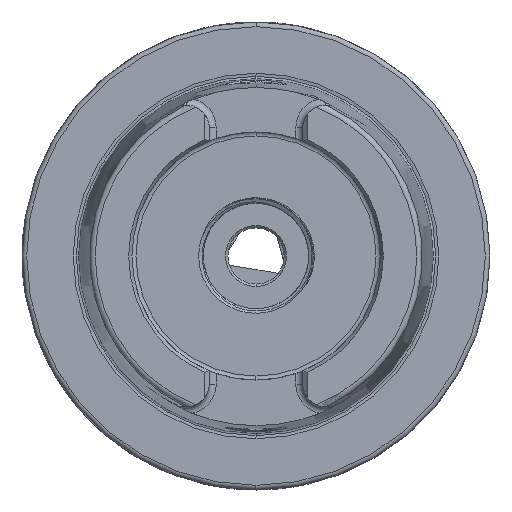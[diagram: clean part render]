
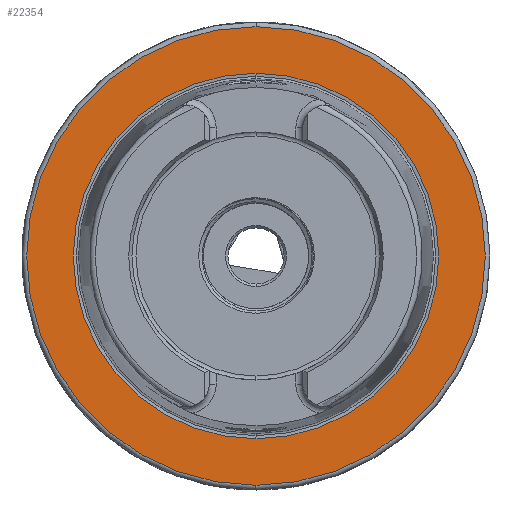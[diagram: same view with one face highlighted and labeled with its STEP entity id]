
A CAD part, left-side view. The second image highlights one B-rep face of the part: STEP entity #22354.
In plain terms, the highlighted planar face has unit normal (-1, 0, 0).
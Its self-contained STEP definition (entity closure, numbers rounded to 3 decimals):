
#2840 = CARTESIAN_POINT ( 'NONE',  ( 0., 0., -39.054 ) ) ;
#2841 = CARTESIAN_POINT ( 'NONE',  ( 0., 0., 39.054 ) ) ;
#3483 = EDGE_CURVE ( 'NONE', #9975, #9974, #22374, .T. ) ;
#3501 = EDGE_CURVE ( 'NONE', #19440, #19439, #22379, .T. ) ;
#3585 = AXIS2_PLACEMENT_3D ( 'NONE', #23587, #23588, #23589 ) ;
#3586 = AXIS2_PLACEMENT_3D ( 'NONE', #23584, #23585, #23586 ) ;
#9864 = ORIENTED_EDGE ( 'NONE', *, *, #3501, .T. ) ;
#9865 = ORIENTED_EDGE ( 'NONE', *, *, #21918, .T. ) ;
#9866 = ORIENTED_EDGE ( 'NONE', *, *, #21917, .T. ) ;
#9867 = ORIENTED_EDGE ( 'NONE', *, *, #3483, .T. ) ;
#9974 = VERTEX_POINT ( 'NONE', #2840 ) ;
#9975 = VERTEX_POINT ( 'NONE', #2841 ) ;
#14843 = FACE_OUTER_BOUND ( 'NONE', #16177, .T. ) ;
#14846 = FACE_BOUND ( 'NONE', #16178, .T. ) ;
#14848 = AXIS2_PLACEMENT_3D ( 'NONE', #15792, #15793, #15794 ) ;
#15791 = PLANE ( 'NONE',  #14848 ) ;
#15792 = CARTESIAN_POINT ( 'NONE',  ( 0., 39.054, 0. ) ) ;
#15793 = DIRECTION ( 'NONE',  ( -1., 0., 0. ) ) ;
#15794 = DIRECTION ( 'NONE',  ( 0., 0., 1. ) ) ;
#16177 = EDGE_LOOP ( 'NONE', ( #9864, #9865 ) ) ;
#16178 = EDGE_LOOP ( 'NONE', ( #9867, #9866 ) ) ;
#17256 = AXIS2_PLACEMENT_3D ( 'NONE', #18320, #18321, #18322 ) ;
#17264 = CARTESIAN_POINT ( 'NONE',  ( 0., 0., 0. ) ) ;
#17268 = DIRECTION ( 'NONE',  ( 1., 0., 0. ) ) ;
#17269 = DIRECTION ( 'NONE',  ( 0., 0., -1. ) ) ;
#17844 = AXIS2_PLACEMENT_3D ( 'NONE', #17264, #17268, #17269 ) ;
#18320 = CARTESIAN_POINT ( 'NONE',  ( 0., 0., 0. ) ) ;
#18321 = DIRECTION ( 'NONE',  ( -1., 0., 0. ) ) ;
#18322 = DIRECTION ( 'NONE',  ( 0., 0., 1. ) ) ;
#19439 = VERTEX_POINT ( 'NONE', #24374 ) ;
#19440 = VERTEX_POINT ( 'NONE', #24376 ) ;
#21917 = EDGE_CURVE ( 'NONE', #9974, #9975, #22932, .T. ) ;
#21918 = EDGE_CURVE ( 'NONE', #19439, #19440, #22933, .T. ) ;
#22354 = ADVANCED_FACE ( 'NONE', ( #14843, #14846 ), #15791, .T. ) ;
#22374 = CIRCLE ( 'NONE', #17844, 39.054 ) ;
#22379 = CIRCLE ( 'NONE', #17256, 49. ) ;
#22932 = CIRCLE ( 'NONE', #3586, 39.054 ) ;
#22933 = CIRCLE ( 'NONE', #3585, 49. ) ;
#23584 = CARTESIAN_POINT ( 'NONE',  ( 0., 0., 0. ) ) ;
#23585 = DIRECTION ( 'NONE',  ( 1., 0., 0. ) ) ;
#23586 = DIRECTION ( 'NONE',  ( 0., 0., -1. ) ) ;
#23587 = CARTESIAN_POINT ( 'NONE',  ( 0., 0., 0. ) ) ;
#23588 = DIRECTION ( 'NONE',  ( -1., 0., 0. ) ) ;
#23589 = DIRECTION ( 'NONE',  ( 0., 0., 1. ) ) ;
#24374 = CARTESIAN_POINT ( 'NONE',  ( 0., 0., -49. ) ) ;
#24376 = CARTESIAN_POINT ( 'NONE',  ( 0., 0., 49. ) ) ;
